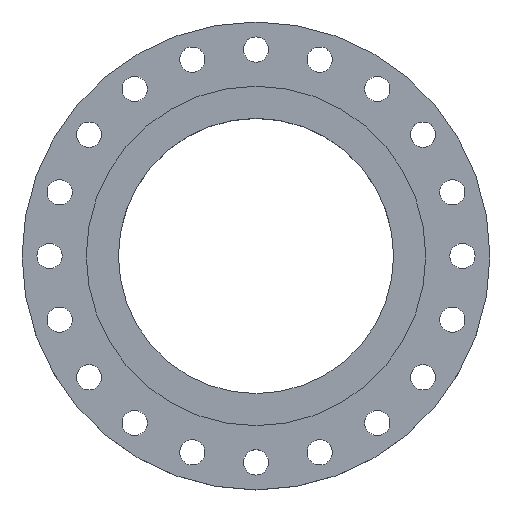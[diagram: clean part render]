
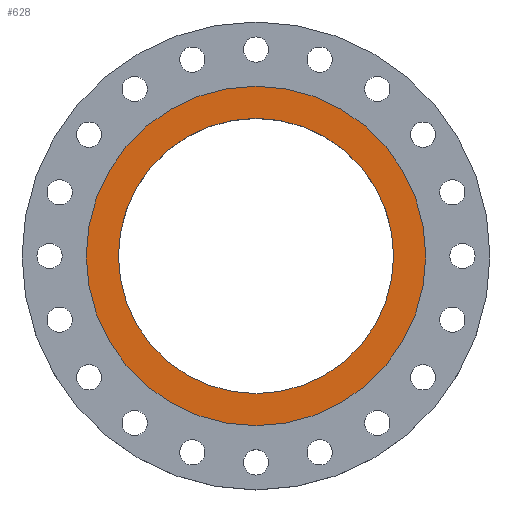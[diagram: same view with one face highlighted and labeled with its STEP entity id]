
A CAD part, top view. The second image highlights one B-rep face of the part: STEP entity #628.
In plain terms, the highlighted planar face has unit normal (0, 0, 1).
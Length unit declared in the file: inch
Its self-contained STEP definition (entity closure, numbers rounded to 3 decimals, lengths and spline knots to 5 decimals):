
#70 = CIRCLE ( 'NONE', #1248, 9.25 ) ;
#183 = VERTEX_POINT ( 'NONE', #689 ) ;
#218 = CARTESIAN_POINT ( 'NONE',  ( -7.5, 0., 0. ) ) ;
#226 = DIRECTION ( 'NONE',  ( 1., 0., 0. ) ) ;
#255 = ORIENTED_EDGE ( 'NONE', *, *, #309, .F. ) ;
#264 = CARTESIAN_POINT ( 'NONE',  ( 0., 0., 0. ) ) ;
#309 = EDGE_CURVE ( 'NONE', #344, #1232, #1526, .T. ) ;
#313 = DIRECTION ( 'NONE',  ( 0., 0., 1. ) ) ;
#344 = VERTEX_POINT ( 'NONE', #1086 ) ;
#418 = DIRECTION ( 'NONE',  ( 1., 0., 0. ) ) ;
#465 = EDGE_CURVE ( 'NONE', #1232, #344, #610, .T. ) ;
#471 = AXIS2_PLACEMENT_3D ( 'NONE', #1860, #1386, #418 ) ;
#501 = AXIS2_PLACEMENT_3D ( 'NONE', #1821, #898, #863 ) ;
#610 = CIRCLE ( 'NONE', #2019, 7.5 ) ;
#628 = ADVANCED_FACE ( 'NONE', ( #1030, #1787 ), #1630, .F. ) ;
#689 = CARTESIAN_POINT ( 'NONE',  ( -9.25, 0., 0. ) ) ;
#863 = DIRECTION ( 'NONE',  ( -1., 0., 0. ) ) ;
#898 = DIRECTION ( 'NONE',  ( 0., 0., -1. ) ) ;
#939 = ORIENTED_EDGE ( 'NONE', *, *, #465, .F. ) ;
#963 = DIRECTION ( 'NONE',  ( 0., 0., 1. ) ) ;
#1008 = EDGE_LOOP ( 'NONE', ( #255, #939 ) ) ;
#1030 = FACE_BOUND ( 'NONE', #1008, .T. ) ;
#1076 = EDGE_LOOP ( 'NONE', ( #1343, #2007 ) ) ;
#1086 = CARTESIAN_POINT ( 'NONE',  ( 7.5, 0., 0. ) ) ;
#1126 = DIRECTION ( 'NONE',  ( 1., 0., 0. ) ) ;
#1131 = VERTEX_POINT ( 'NONE', #1857 ) ;
#1232 = VERTEX_POINT ( 'NONE', #218 ) ;
#1248 = AXIS2_PLACEMENT_3D ( 'NONE', #1730, #313, #1955 ) ;
#1343 = ORIENTED_EDGE ( 'NONE', *, *, #1906, .T. ) ;
#1386 = DIRECTION ( 'NONE',  ( 0., 0., 1. ) ) ;
#1526 = CIRCLE ( 'NONE', #471, 7.5 ) ;
#1595 = CARTESIAN_POINT ( 'NONE',  ( 0., 0., 0. ) ) ;
#1630 = PLANE ( 'NONE',  #501 ) ;
#1660 = DIRECTION ( 'NONE',  ( 0., 0., 1. ) ) ;
#1730 = CARTESIAN_POINT ( 'NONE',  ( 0., 0., 0. ) ) ;
#1787 = FACE_OUTER_BOUND ( 'NONE', #1076, .T. ) ;
#1821 = CARTESIAN_POINT ( 'NONE',  ( 0., 7.5, 0. ) ) ;
#1847 = EDGE_CURVE ( 'NONE', #183, #1131, #70, .T. ) ;
#1857 = CARTESIAN_POINT ( 'NONE',  ( 9.25, 0., 0. ) ) ;
#1860 = CARTESIAN_POINT ( 'NONE',  ( 0., 0., 0. ) ) ;
#1906 = EDGE_CURVE ( 'NONE', #1131, #183, #1958, .T. ) ;
#1955 = DIRECTION ( 'NONE',  ( 1., 0., 0. ) ) ;
#1958 = CIRCLE ( 'NONE', #1994, 9.25 ) ;
#1994 = AXIS2_PLACEMENT_3D ( 'NONE', #264, #1660, #226 ) ;
#2007 = ORIENTED_EDGE ( 'NONE', *, *, #1847, .T. ) ;
#2019 = AXIS2_PLACEMENT_3D ( 'NONE', #1595, #963, #1126 ) ;
